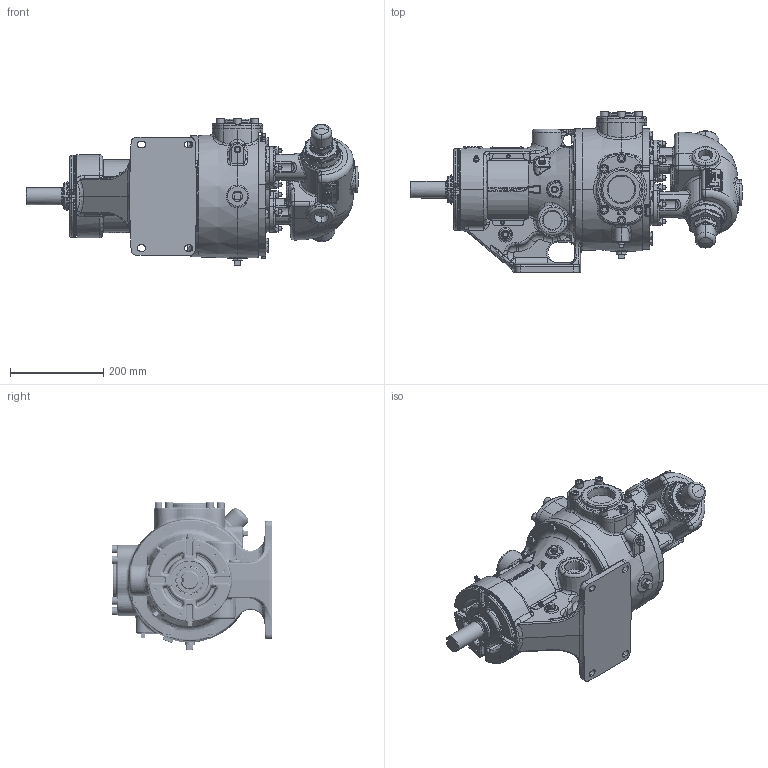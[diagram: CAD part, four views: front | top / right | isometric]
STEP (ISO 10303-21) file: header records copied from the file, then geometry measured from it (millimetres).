
FILE_DESCRIPTION (( 'STEP AP214' ), '1' );
FILE_NAME ('LV-4518.step', '2025-12-05T06:10:43', ( '' ), ( '' ), 'SwSTEP 2.0', 'SolidWorks 2024', '' );
FILE_SCHEMA (( 'AUTOMOTIVE_DESIGN' ));
Products named in the file (1): LV-4518
Bounding box: 712.71 x 345.06 x 316.23 mm (x, y, z)
Volume: 18956488.6 mm3; surface area: 924352.1 mm2
Topology: 1 solids, 1 shells, 5620 faces, 14243 edges, 8816 vertices
Faces by surface type: plane 1808, bspline 1697, cylinder 961, cone 838, torus 214, sphere 102
Entity records: 260713 total; most frequent: CARTESIAN_POINT 139943, ORIENTED_EDGE 28268, DIRECTION 20536, EDGE_CURVE 14134, VERTEX_POINT 8813, AXIS2_PLACEMENT_3D 7700, EDGE_LOOP 5941, FACE_OUTER_BOUND 5620
